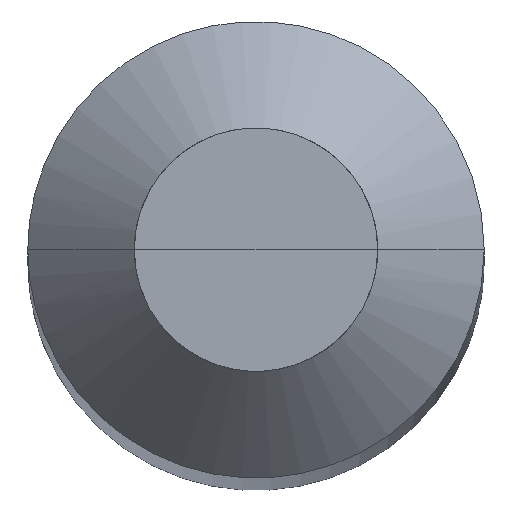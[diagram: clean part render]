
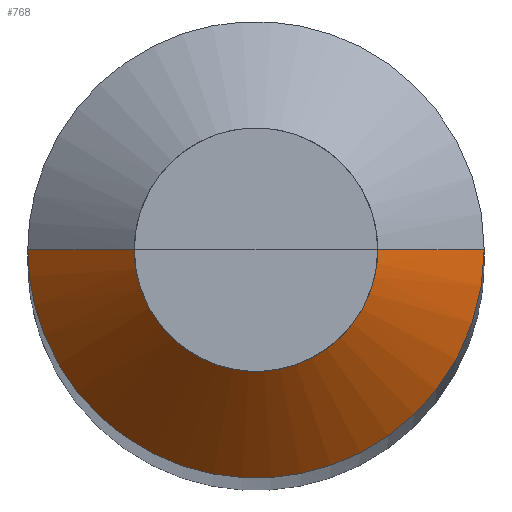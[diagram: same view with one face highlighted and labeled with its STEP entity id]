
A CAD part, top view. The second image highlights one B-rep face of the part: STEP entity #768.
In plain terms, the highlighted free-form (B-spline) face has degree [1, 2] with [2, 5] control points.
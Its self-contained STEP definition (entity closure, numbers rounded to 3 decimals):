
#427=CARTESIAN_POINT('',(1.5,0.0,46.568));
#431=CARTESIAN_POINT('',(-1.5,0.0,46.568));
#432=CARTESIAN_POINT('',(0.8,0.0,47.268));
#436=CARTESIAN_POINT('',(-0.8,0.0,47.268));
#441=CARTESIAN_POINT('',(-1.5,-1.5,46.568));
#442=CARTESIAN_POINT('',(0.0,-1.5,46.568));
#443=CARTESIAN_POINT('',(1.5,-1.5,46.568));
#444=CARTESIAN_POINT('',(-0.8,-0.8,47.268));
#445=CARTESIAN_POINT('',(0.0,-0.8,47.268));
#446=CARTESIAN_POINT('',(0.8,-0.8,47.268));
#749=(
BOUNDED_SURFACE()
B_SPLINE_SURFACE(1,2,(
(#431,#441,#442,#443,#427),
(#436,#444,#445,#446,#432)
), .UNSPECIFIED.,.F.,.F.,.F.)
B_SPLINE_SURFACE_WITH_KNOTS((2,2),(3,2,3),(
0.0,1.0),(
0.0,0.5,1.0), .UNSPECIFIED.)
GEOMETRIC_REPRESENTATION_ITEM()
RATIONAL_B_SPLINE_SURFACE(((1.0,0.707,1.0,0.707,1.0),
(1.0,0.707,1.0,0.707,1.0)
))
REPRESENTATION_ITEM('')
SURFACE()
);
#750=(
BOUNDED_CURVE()
B_SPLINE_CURVE(2,(#436,#444,#445,#446,#432),.UNSPECIFIED.,.F.,.F.)
B_SPLINE_CURVE_WITH_KNOTS((3,2,3),
(0.0,0.5,1.0),.UNSPECIFIED.)
CURVE()
GEOMETRIC_REPRESENTATION_ITEM()
RATIONAL_B_SPLINE_CURVE((1.0,0.707,1.0,0.707,1.0))
REPRESENTATION_ITEM('')
);
#751=(
BOUNDED_CURVE()
B_SPLINE_CURVE(1,(#432,#427),.UNSPECIFIED.,.F.,.F.)
B_SPLINE_CURVE_WITH_KNOTS((2,2),
(0.0,1.0),.UNSPECIFIED.)
CURVE()
GEOMETRIC_REPRESENTATION_ITEM()
RATIONAL_B_SPLINE_CURVE((1.0,1.0))
REPRESENTATION_ITEM('')
);
#752=(
BOUNDED_CURVE()
B_SPLINE_CURVE(2,(#427,#443,#442,#441,#431),.UNSPECIFIED.,.F.,.F.)
B_SPLINE_CURVE_WITH_KNOTS((3,2,3),
(0.0,0.5,1.0),.UNSPECIFIED.)
CURVE()
GEOMETRIC_REPRESENTATION_ITEM()
RATIONAL_B_SPLINE_CURVE((1.0,0.707,1.0,0.707,1.0))
REPRESENTATION_ITEM('')
);
#753=(
BOUNDED_CURVE()
B_SPLINE_CURVE(1,(#431,#436),.UNSPECIFIED.,.F.,.F.)
B_SPLINE_CURVE_WITH_KNOTS((2,2),
(0.0,1.0),.UNSPECIFIED.)
CURVE()
GEOMETRIC_REPRESENTATION_ITEM()
RATIONAL_B_SPLINE_CURVE((1.0,1.0))
REPRESENTATION_ITEM('')
);
#754=VERTEX_POINT('',#427);
#755=VERTEX_POINT('',#431);
#756=VERTEX_POINT('',#432);
#757=VERTEX_POINT('',#436);
#758=EDGE_CURVE('',#757,#756,#750,.T.);
#759=EDGE_CURVE('',#756,#754,#751,.T.);
#760=EDGE_CURVE('',#754,#755,#752,.T.);
#761=EDGE_CURVE('',#755,#757,#753,.T.);
#762=ORIENTED_EDGE('',*,*,#758,.T.);
#763=ORIENTED_EDGE('',*,*,#759,.T.);
#764=ORIENTED_EDGE('',*,*,#760,.T.);
#765=ORIENTED_EDGE('',*,*,#761,.T.);
#766=EDGE_LOOP('',(#762,#763,#764,#765));
#767=FACE_OUTER_BOUND('',#766,.T.);
#768=ADVANCED_FACE('',(#767),#749,.T.);
